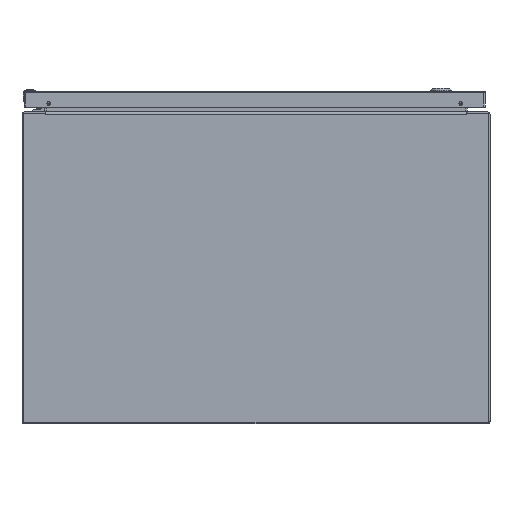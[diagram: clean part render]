
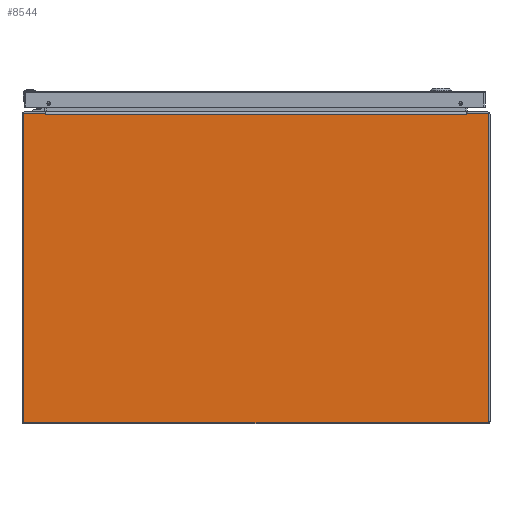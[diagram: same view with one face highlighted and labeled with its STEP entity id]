
A CAD part, front view. The second image highlights one B-rep face of the part: STEP entity #8544.
In plain terms, the highlighted planar face has unit normal (0, -1, 0).
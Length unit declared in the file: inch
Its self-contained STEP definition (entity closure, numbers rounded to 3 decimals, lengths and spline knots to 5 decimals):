
#183 = VERTEX_POINT ( 'NONE', #80249 ) ;
#3917 = LINE ( 'NONE', #43018, #30813 ) ;
#4774 = DIRECTION ( 'NONE',  ( -1., 0., 0. ) ) ;
#5676 = EDGE_LOOP ( 'NONE', ( #117421, #7729, #75653, #76523, #93631, #71194, #56408, #7834, #126098, #24606, #107287, #105884, #26373, #149952 ) ) ;
#7729 = ORIENTED_EDGE ( 'NONE', *, *, #68508, .T. ) ;
#7834 = ORIENTED_EDGE ( 'NONE', *, *, #29840, .T. ) ;
#8544 = ADVANCED_FACE ( 'NONE', ( #142382 ), #115419, .T. ) ;
#9752 = EDGE_CURVE ( 'NONE', #135601, #94841, #87993, .T. ) ;
#15904 = CARTESIAN_POINT ( 'NONE',  ( -10.81836, -12., 7.91 ) ) ;
#16804 = EDGE_CURVE ( 'NONE', #109042, #183, #37733, .T. ) ;
#16816 = VERTEX_POINT ( 'NONE', #136975 ) ;
#18794 = EDGE_CURVE ( 'NONE', #29930, #46099, #23939, .T. ) ;
#19329 = DIRECTION ( 'NONE',  ( 0.174, 0., -0.985 ) ) ;
#20665 = CARTESIAN_POINT ( 'NONE',  ( 0., -12., 7.937 ) ) ;
#21040 = DIRECTION ( 'NONE',  ( 0., 0., -1. ) ) ;
#21545 = VERTEX_POINT ( 'NONE', #102847 ) ;
#23939 = LINE ( 'NONE', #102916, #75899 ) ;
#24307 = CARTESIAN_POINT ( 'NONE',  ( -11.857, -12., 7.857 ) ) ;
#24606 = ORIENTED_EDGE ( 'NONE', *, *, #123659, .T. ) ;
#25168 = DIRECTION ( 'NONE',  ( 0., -1., 0. ) ) ;
#26373 = ORIENTED_EDGE ( 'NONE', *, *, #18794, .F. ) ;
#29840 = EDGE_CURVE ( 'NONE', #183, #62723, #32001, .T. ) ;
#29930 = VERTEX_POINT ( 'NONE', #60103 ) ;
#30813 = VECTOR ( 'NONE', #4774, 39.37008 ) ;
#31177 = CIRCLE ( 'NONE', #141712, 0.08 ) ;
#32001 = CIRCLE ( 'NONE', #137301, 0.08 ) ;
#36780 = VECTOR ( 'NONE', #141900, 39.37008 ) ;
#37733 = LINE ( 'NONE', #44966, #119435 ) ;
#43018 = CARTESIAN_POINT ( 'NONE',  ( 0., -12., 7.883 ) ) ;
#43232 = VERTEX_POINT ( 'NONE', #72701 ) ;
#44422 = CARTESIAN_POINT ( 'NONE',  ( -11.857, -12., -7.937 ) ) ;
#44514 = DIRECTION ( 'NONE',  ( 0., -1., 0. ) ) ;
#44966 = CARTESIAN_POINT ( 'NONE',  ( 11.937, -12., 0. ) ) ;
#45000 = AXIS2_PLACEMENT_3D ( 'NONE', #83612, #44514, #60069 ) ;
#46099 = VERTEX_POINT ( 'NONE', #100039 ) ;
#46614 = AXIS2_PLACEMENT_3D ( 'NONE', #77215, #130166, #116283 ) ;
#52202 = VERTEX_POINT ( 'NONE', #157839 ) ;
#52570 = EDGE_CURVE ( 'NONE', #21545, #16816, #157427, .T. ) ;
#54015 = DIRECTION ( 'NONE',  ( 1., 0., 0. ) ) ;
#56408 = ORIENTED_EDGE ( 'NONE', *, *, #16804, .T. ) ;
#60069 = DIRECTION ( 'NONE',  ( 0., 0., -1. ) ) ;
#60103 = CARTESIAN_POINT ( 'NONE',  ( -10.8136, -12., 7.883 ) ) ;
#62528 = CARTESIAN_POINT ( 'NONE',  ( 0., -12., -7.937 ) ) ;
#62723 = VERTEX_POINT ( 'NONE', #93799 ) ;
#63695 = CARTESIAN_POINT ( 'NONE',  ( 10.80578, -12., 7.883 ) ) ;
#63731 = DIRECTION ( 'NONE',  ( 0., -1., 0. ) ) ;
#65362 = EDGE_CURVE ( 'NONE', #115716, #52202, #104172, .T. ) ;
#68508 = EDGE_CURVE ( 'NONE', #94841, #115716, #31177, .T. ) ;
#71194 = ORIENTED_EDGE ( 'NONE', *, *, #132290, .T. ) ;
#72664 = DIRECTION ( 'NONE',  ( -1., 0., 0. ) ) ;
#72701 = CARTESIAN_POINT ( 'NONE',  ( 10.82312, -12., 7.937 ) ) ;
#74404 = LINE ( 'NONE', #20665, #126938 ) ;
#75653 = ORIENTED_EDGE ( 'NONE', *, *, #65362, .T. ) ;
#75899 = VECTOR ( 'NONE', #54015, 39.37008 ) ;
#76523 = ORIENTED_EDGE ( 'NONE', *, *, #123987, .T. ) ;
#77215 = CARTESIAN_POINT ( 'NONE',  ( 0., -12., 0. ) ) ;
#80249 = CARTESIAN_POINT ( 'NONE',  ( 11.937, -12., 7.857 ) ) ;
#81536 = CARTESIAN_POINT ( 'NONE',  ( 11.937, -12., -7.857 ) ) ;
#83612 = CARTESIAN_POINT ( 'NONE',  ( -11.857, -12., -7.857 ) ) ;
#83829 = CARTESIAN_POINT ( 'NONE',  ( 10.81836, -12., 7.91 ) ) ;
#84454 = LINE ( 'NONE', #15904, #127853 ) ;
#86611 = DIRECTION ( 'NONE',  ( 0., 0., 1. ) ) ;
#87993 = LINE ( 'NONE', #114838, #154079 ) ;
#88660 = LINE ( 'NONE', #62528, #164421 ) ;
#92801 = DIRECTION ( 'NONE',  ( 0., 0., -1. ) ) ;
#93631 = ORIENTED_EDGE ( 'NONE', *, *, #104187, .T. ) ;
#93799 = CARTESIAN_POINT ( 'NONE',  ( 11.857, -12., 7.937 ) ) ;
#93859 = CARTESIAN_POINT ( 'NONE',  ( -11.937, -12., 7.857 ) ) ;
#93990 = VERTEX_POINT ( 'NONE', #114492 ) ;
#94841 = VERTEX_POINT ( 'NONE', #110215 ) ;
#99381 = AXIS2_PLACEMENT_3D ( 'NONE', #139893, #141653, #21040 ) ;
#100039 = CARTESIAN_POINT ( 'NONE',  ( -10.798, -12., 7.883 ) ) ;
#102847 = CARTESIAN_POINT ( 'NONE',  ( 10.8136, -12., 7.883 ) ) ;
#102916 = CARTESIAN_POINT ( 'NONE',  ( -10.80578, -12., 7.883 ) ) ;
#104093 = VERTEX_POINT ( 'NONE', #44422 ) ;
#104172 = LINE ( 'NONE', #157100, #113086 ) ;
#104187 = EDGE_CURVE ( 'NONE', #104093, #93990, #88660, .T. ) ;
#105884 = ORIENTED_EDGE ( 'NONE', *, *, #114476, .T. ) ;
#107287 = ORIENTED_EDGE ( 'NONE', *, *, #52570, .T. ) ;
#108158 = DIRECTION ( 'NONE',  ( -0.174, 0., -0.985 ) ) ;
#108823 = VECTOR ( 'NONE', #108158, 39.37008 ) ;
#109042 = VERTEX_POINT ( 'NONE', #81536 ) ;
#110215 = CARTESIAN_POINT ( 'NONE',  ( -11.857, -12., 7.937 ) ) ;
#110722 = EDGE_CURVE ( 'NONE', #62723, #43232, #74404, .T. ) ;
#113086 = VECTOR ( 'NONE', #118068, 39.37008 ) ;
#114476 = EDGE_CURVE ( 'NONE', #16816, #46099, #3917, .T. ) ;
#114492 = CARTESIAN_POINT ( 'NONE',  ( 11.857, -12., -7.937 ) ) ;
#114838 = CARTESIAN_POINT ( 'NONE',  ( 0., -12., 7.937 ) ) ;
#115419 = PLANE ( 'NONE',  #46614 ) ;
#115689 = DIRECTION ( 'NONE',  ( -1., 0., 0. ) ) ;
#115716 = VERTEX_POINT ( 'NONE', #93859 ) ;
#116283 = DIRECTION ( 'NONE',  ( 0., 0., -1. ) ) ;
#116726 = DIRECTION ( 'NONE',  ( 0., 0., -1. ) ) ;
#117421 = ORIENTED_EDGE ( 'NONE', *, *, #9752, .T. ) ;
#118068 = DIRECTION ( 'NONE',  ( 0., 0., -1. ) ) ;
#119272 = CARTESIAN_POINT ( 'NONE',  ( 11.857, -12., 7.857 ) ) ;
#119435 = VECTOR ( 'NONE', #86611, 39.37008 ) ;
#119815 = CIRCLE ( 'NONE', #45000, 0.08 ) ;
#121977 = EDGE_CURVE ( 'NONE', #135601, #29930, #84454, .T. ) ;
#123659 = EDGE_CURVE ( 'NONE', #43232, #21545, #135054, .T. ) ;
#123987 = EDGE_CURVE ( 'NONE', #52202, #104093, #119815, .T. ) ;
#126098 = ORIENTED_EDGE ( 'NONE', *, *, #110722, .T. ) ;
#126938 = VECTOR ( 'NONE', #72664, 39.37008 ) ;
#127853 = VECTOR ( 'NONE', #19329, 39.37008 ) ;
#128517 = DIRECTION ( 'NONE',  ( 1., 0., 0. ) ) ;
#130166 = DIRECTION ( 'NONE',  ( 0., -1., 0. ) ) ;
#132290 = EDGE_CURVE ( 'NONE', #93990, #109042, #149319, .T. ) ;
#135054 = LINE ( 'NONE', #83829, #108823 ) ;
#135601 = VERTEX_POINT ( 'NONE', #151498 ) ;
#136975 = CARTESIAN_POINT ( 'NONE',  ( 10.798, -12., 7.883 ) ) ;
#137301 = AXIS2_PLACEMENT_3D ( 'NONE', #119272, #63731, #116726 ) ;
#139893 = CARTESIAN_POINT ( 'NONE',  ( 11.857, -12., -7.857 ) ) ;
#141653 = DIRECTION ( 'NONE',  ( 0., -1., 0. ) ) ;
#141712 = AXIS2_PLACEMENT_3D ( 'NONE', #24307, #25168, #92801 ) ;
#141900 = DIRECTION ( 'NONE',  ( -1., 0., 0. ) ) ;
#142382 = FACE_OUTER_BOUND ( 'NONE', #5676, .T. ) ;
#149319 = CIRCLE ( 'NONE', #99381, 0.08 ) ;
#149952 = ORIENTED_EDGE ( 'NONE', *, *, #121977, .F. ) ;
#151498 = CARTESIAN_POINT ( 'NONE',  ( -10.82312, -12., 7.937 ) ) ;
#154079 = VECTOR ( 'NONE', #115689, 39.37008 ) ;
#157100 = CARTESIAN_POINT ( 'NONE',  ( -11.937, -12., 0. ) ) ;
#157427 = LINE ( 'NONE', #63695, #36780 ) ;
#157839 = CARTESIAN_POINT ( 'NONE',  ( -11.937, -12., -7.857 ) ) ;
#164421 = VECTOR ( 'NONE', #128517, 39.37008 ) ;
